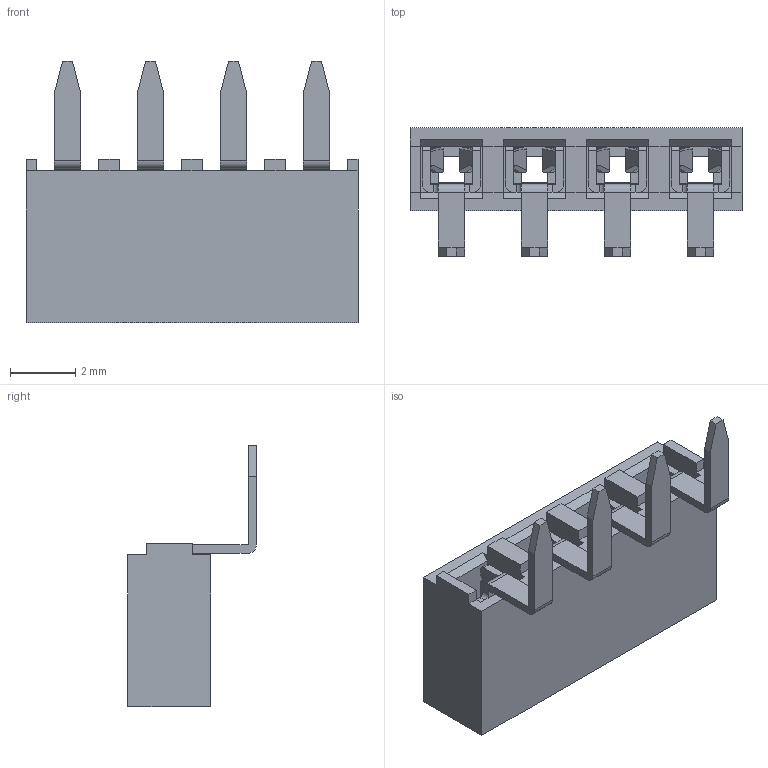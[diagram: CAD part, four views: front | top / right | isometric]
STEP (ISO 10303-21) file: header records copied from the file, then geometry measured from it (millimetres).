
FILE_DESCRIPTION(/* description */ (''),/* implementation_level */ '2;1');
FILE_NAME(/* name */ '623-04-1-xx.stp',/* time_stamp */ '2019-01-10T07:48:15+01:00',/* author */ ('andreas.larin'),/* organization */ (''),/* preprocessor_version */ 'ST-DEVELOPER v15.6',/* originating_system */ 'Autodesk Inventor 2015',/* authorisation */ '');
FILE_SCHEMA (('AUTOMOTIVE_DESIGN { 1 0 10303 214 3 1 1 }'));
Length unit declared in the file: centimetre
Products named in the file (1): 623-04-1-xx
Bounding box: 10.16 x 3.94 x 8 mm (x, y, z)
Volume: 87.7 mm3; surface area: 396.7 mm2
Topology: 1 solids, 1 shells, 370 faces, 1112 edges, 728 vertices
Faces by surface type: plane 242, cylinder 128
Entity records: 12704 total; most frequent: CARTESIAN_POINT 2419, ORIENTED_EDGE 2224, DIRECTION 2102, EDGE_CURVE 1112, LINE 800, VECTOR 800, VERTEX_POINT 728, AXIS2_PLACEMENT_3D 651
